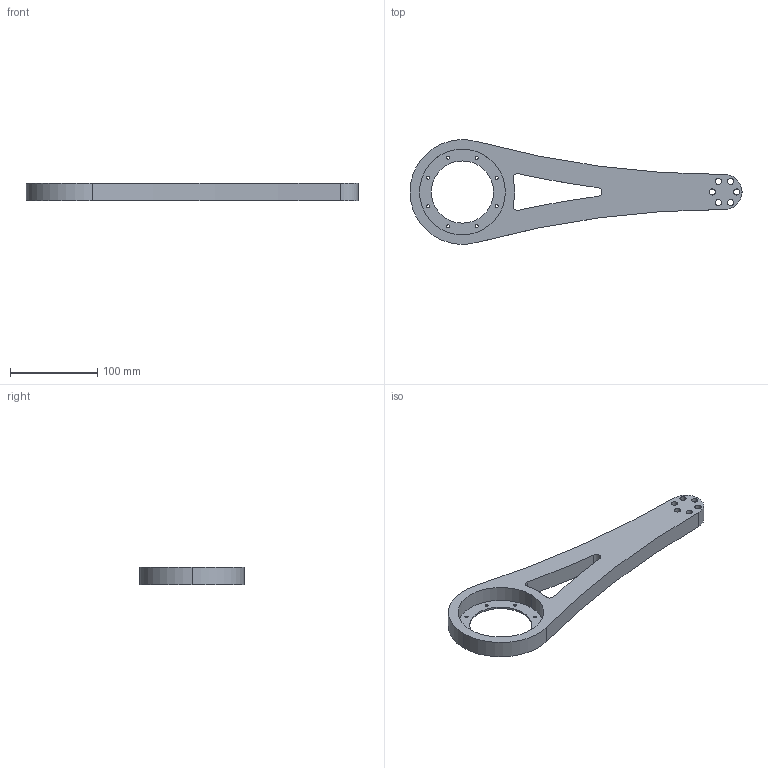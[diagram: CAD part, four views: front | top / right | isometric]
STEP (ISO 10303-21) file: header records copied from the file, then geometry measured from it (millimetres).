
FILE_DESCRIPTION (( 'STEP AP214' ), '1' );
FILE_NAME ('lever_004_300.STEP', '2025-04-09T07:38:40', ( '' ), ( '' ), 'SwSTEP 2.0', 'SolidWorks 2023', '' );
FILE_SCHEMA (( 'AUTOMOTIVE_DESIGN' ));
Length unit declared in the file: millimetre
Products named in the file (1): lever_004_300
Bounding box: 380 x 119.72 x 20 mm (x, y, z)
Volume: 334534 mm3; surface area: 70761.3 mm2
Topology: 1 solids, 1 shells, 48 faces, 135 edges, 90 vertices
Faces by surface type: cylinder 45, plane 3
Entity records: 1696 total; most frequent: DIRECTION 323, CARTESIAN_POINT 274, ORIENTED_EDGE 270, AXIS2_PLACEMENT_3D 139, EDGE_CURVE 135, VERTEX_POINT 90, CIRCLE 90, EDGE_LOOP 81
